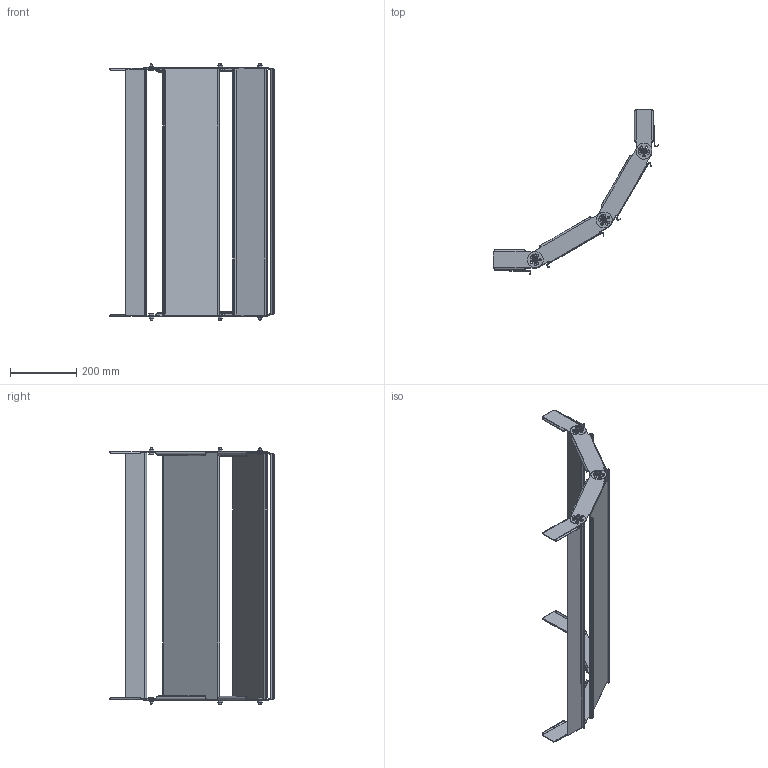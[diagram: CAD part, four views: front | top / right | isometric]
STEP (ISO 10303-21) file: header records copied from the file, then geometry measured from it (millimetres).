
FILE_DESCRIPTION(/* description */ (''),/* implementation_level */ '2;1');
FILE_NAME(/* name */ '7079607',/* time_stamp */ '2014-10-06T13:31:32+02:00',/* author */ (''),/* organization */ (''),/* preprocessor_version */ 'ST-DEVELOPER v15',/* originating_system */ '',/* authorisation */ '');
FILE_SCHEMA (('AUTOMOTIVE_DESIGN'));
Length unit declared in the file: millimetre
Products named in the file (2): Document; Block 01
Assembly tree (1 placements, depth 2):
  Document
    Block 01
Bounding box: 499.33 x 499.33 x 778.25 mm (x, y, z)
Volume: 678580.4 mm3; surface area: 1094825.9 mm2
Topology: 26 solids, 26 shells, 1142 faces, 3104 edges, 1852 vertices
Faces by surface type: bspline 660, plane 482
Entity records: 45834 total; most frequent: CARTESIAN_POINT 27638, ORIENTED_EDGE 5872, EDGE_CURVE 2936, B_SPLINE_CURVE_WITH_KNOTS 1984, VERTEX_POINT 1852, EDGE_LOOP 1316, ADVANCED_FACE 1142, FACE_OUTER_BOUND 1142
